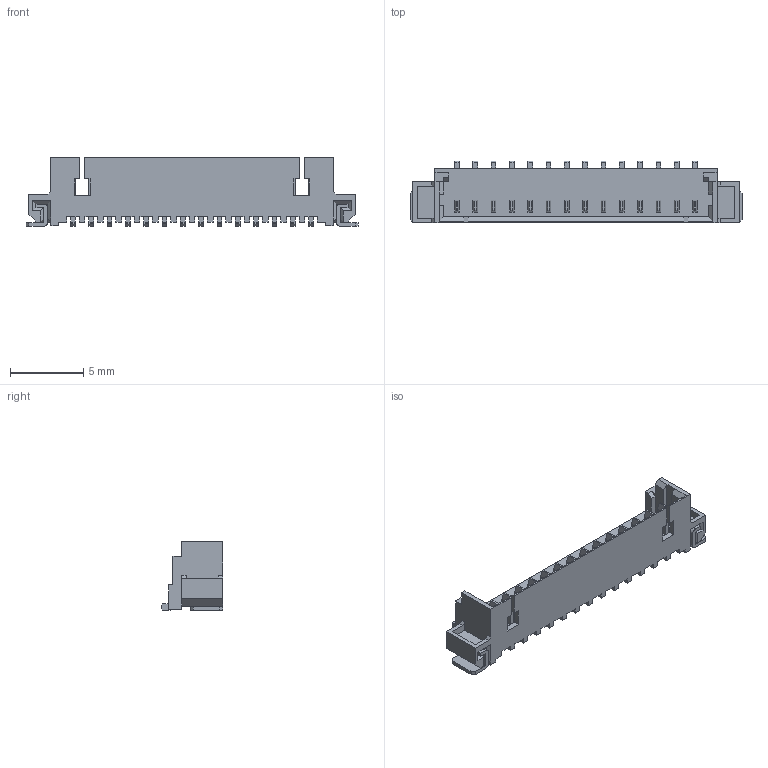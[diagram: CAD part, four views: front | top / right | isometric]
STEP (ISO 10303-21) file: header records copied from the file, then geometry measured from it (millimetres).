
FILE_DESCRIPTION (( 'STEP AP214' ), '1' );
FILE_NAME ('533981471.STEP', '2021-11-27T22:05:49', ( 'AVRASM1234' ), ( '' ), 'SwSTEP 2.0', 'SolidWorks 2017', '' );
FILE_SCHEMA (( 'AUTOMOTIVE_DESIGN' ));
Length unit declared in the file: millimetre
Products named in the file (1): 533981471
Bounding box: 22.65 x 4.2 x 4.7 mm (x, y, z)
Volume: 145.5 mm3; surface area: 675.1 mm2
Topology: 17 solids, 17 shells, 595 faces, 1601 edges, 1040 vertices
Faces by surface type: plane 587, cylinder 8
Entity records: 22197 total; most frequent: CARTESIAN_POINT 3237, ORIENTED_EDGE 3202, DIRECTION 2809, EDGE_CURVE 1601, VECTOR 1585, LINE 1585, VERTEX_POINT 1040, EDGE_LOOP 623
